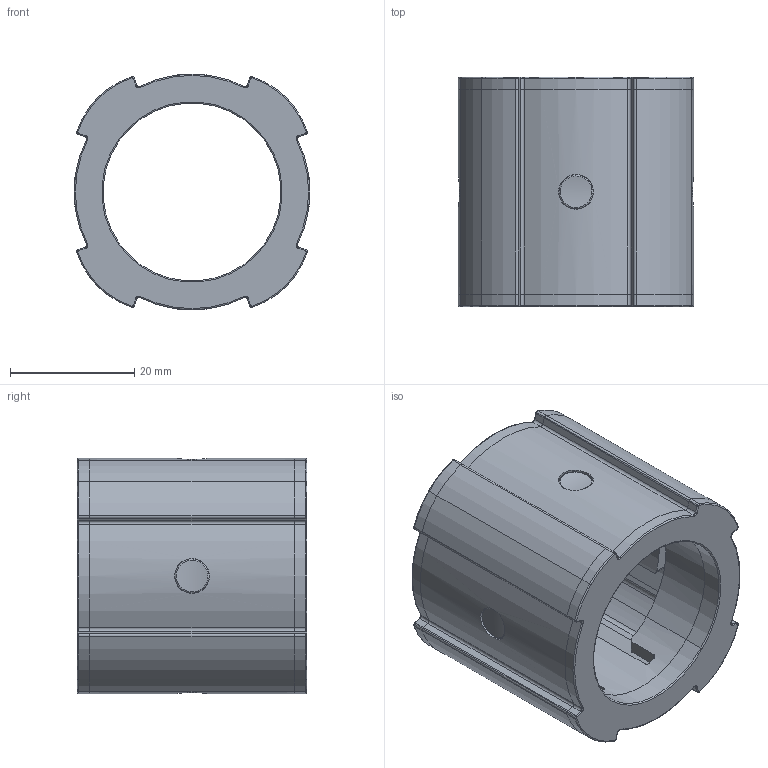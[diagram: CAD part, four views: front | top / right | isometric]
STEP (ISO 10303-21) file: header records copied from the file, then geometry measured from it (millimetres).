
FILE_DESCRIPTION (( 'STEP AP214' ), '1' );
FILE_NAME ('B380 Àäàïòåð Ô43õ37ìì, ñêîëüçÿùèé è êðóòÿùèéñÿ ïî òðóáå Ô28.STEP', '2025-06-10T12:33:08', ( '' ), ( '' ), 'SwSTEP 2.0', 'SolidWorks 2025', '' );
FILE_SCHEMA (( 'AUTOMOTIVE_DESIGN' ));
Length unit declared in the file: millimetre
Products named in the file (3): Корпус_00; B380 Адаптер Ф43х37мм, скользящий и крутящийся по трубе Ф28; Крышка_00
Assembly tree (3 placements, depth 2):
  B380 Адаптер Ф43х37мм, скользящий и крутящийся по трубе Ф28
    Крышка_00  x2
    Корпус_00
Bounding box: 38 x 37 x 38 mm (x, y, z)
Volume: 16572 mm3; surface area: 18054.3 mm2
Topology: 3 solids, 3 shells, 388 faces, 1058 edges, 682 vertices
Faces by surface type: cylinder 209, plane 97, torus 66, bspline 16
Full cylindrical faces by diameter (mm): 5.6 x1
Entity records: 8943 total; most frequent: CARTESIAN_POINT 2849, DIRECTION 1315, ORIENTED_EDGE 1270, EDGE_CURVE 635, AXIS2_PLACEMENT_3D 521, VERTEX_POINT 411, CIRCLE 292, VECTOR 273
